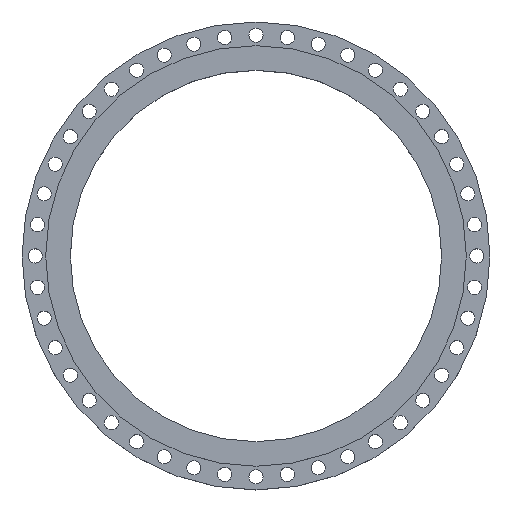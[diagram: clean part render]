
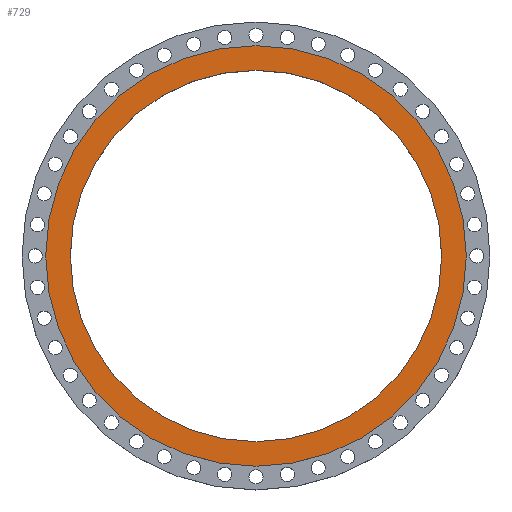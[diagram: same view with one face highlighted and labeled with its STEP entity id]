
A CAD part, top view. The second image highlights one B-rep face of the part: STEP entity #729.
In plain terms, the highlighted planar face has unit normal (0, 0, 1).
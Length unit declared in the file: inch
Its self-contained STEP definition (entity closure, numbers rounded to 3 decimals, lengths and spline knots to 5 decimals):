
#153 = EDGE_CURVE ( 'NONE', #879, #275, #2348, .T. ) ;
#225 = DIRECTION ( 'NONE',  ( 0., 0., -1. ) ) ;
#275 = VERTEX_POINT ( 'NONE', #3184 ) ;
#313 = EDGE_CURVE ( 'NONE', #1673, #708, #1809, .T. ) ;
#414 = AXIS2_PLACEMENT_3D ( 'NONE', #1197, #2094, #1750 ) ;
#503 = FACE_OUTER_BOUND ( 'NONE', #634, .T. ) ;
#634 = EDGE_LOOP ( 'NONE', ( #2584, #2716 ) ) ;
#658 = AXIS2_PLACEMENT_3D ( 'NONE', #2830, #225, #2543 ) ;
#708 = VERTEX_POINT ( 'NONE', #1084 ) ;
#729 = ADVANCED_FACE ( 'NONE', ( #3116, #503 ), #1099, .F. ) ;
#879 = VERTEX_POINT ( 'NONE', #2760 ) ;
#919 = CARTESIAN_POINT ( 'NONE',  ( 24.5, 0., 0. ) ) ;
#1084 = CARTESIAN_POINT ( 'NONE',  ( -24.5, 0., 0. ) ) ;
#1086 = DIRECTION ( 'NONE',  ( 1., 0., 0. ) ) ;
#1099 = PLANE ( 'NONE',  #658 ) ;
#1140 = DIRECTION ( 'NONE',  ( 1., 0., 0. ) ) ;
#1197 = CARTESIAN_POINT ( 'NONE',  ( 0., 0., 0. ) ) ;
#1312 = CARTESIAN_POINT ( 'NONE',  ( 0., 0., 0. ) ) ;
#1673 = VERTEX_POINT ( 'NONE', #919 ) ;
#1750 = DIRECTION ( 'NONE',  ( 1., 0., 0. ) ) ;
#1809 = CIRCLE ( 'NONE', #414, 24.5 ) ;
#1986 = CIRCLE ( 'NONE', #2797, 27.75 ) ;
#2094 = DIRECTION ( 'NONE',  ( 0., 0., 1. ) ) ;
#2108 = CIRCLE ( 'NONE', #2587, 24.5 ) ;
#2175 = DIRECTION ( 'NONE',  ( 0., 0., 1. ) ) ;
#2196 = ORIENTED_EDGE ( 'NONE', *, *, #313, .F. ) ;
#2261 = EDGE_CURVE ( 'NONE', #275, #879, #1986, .T. ) ;
#2323 = EDGE_LOOP ( 'NONE', ( #2196, #2365 ) ) ;
#2348 = CIRCLE ( 'NONE', #2659, 27.75 ) ;
#2365 = ORIENTED_EDGE ( 'NONE', *, *, #3606, .F. ) ;
#2543 = DIRECTION ( 'NONE',  ( -1., 0., 0. ) ) ;
#2549 = DIRECTION ( 'NONE',  ( 1., 0., 0. ) ) ;
#2584 = ORIENTED_EDGE ( 'NONE', *, *, #2261, .T. ) ;
#2587 = AXIS2_PLACEMENT_3D ( 'NONE', #2602, #3468, #1140 ) ;
#2602 = CARTESIAN_POINT ( 'NONE',  ( 0., 0., 0. ) ) ;
#2659 = AXIS2_PLACEMENT_3D ( 'NONE', #3680, #3446, #2549 ) ;
#2716 = ORIENTED_EDGE ( 'NONE', *, *, #153, .T. ) ;
#2760 = CARTESIAN_POINT ( 'NONE',  ( -27.75, 0., 0. ) ) ;
#2797 = AXIS2_PLACEMENT_3D ( 'NONE', #1312, #2175, #1086 ) ;
#2830 = CARTESIAN_POINT ( 'NONE',  ( 0., 24.5, 0. ) ) ;
#3116 = FACE_BOUND ( 'NONE', #2323, .T. ) ;
#3184 = CARTESIAN_POINT ( 'NONE',  ( 27.75, 0., 0. ) ) ;
#3446 = DIRECTION ( 'NONE',  ( 0., 0., 1. ) ) ;
#3468 = DIRECTION ( 'NONE',  ( 0., 0., 1. ) ) ;
#3606 = EDGE_CURVE ( 'NONE', #708, #1673, #2108, .T. ) ;
#3680 = CARTESIAN_POINT ( 'NONE',  ( 0., 0., 0. ) ) ;
